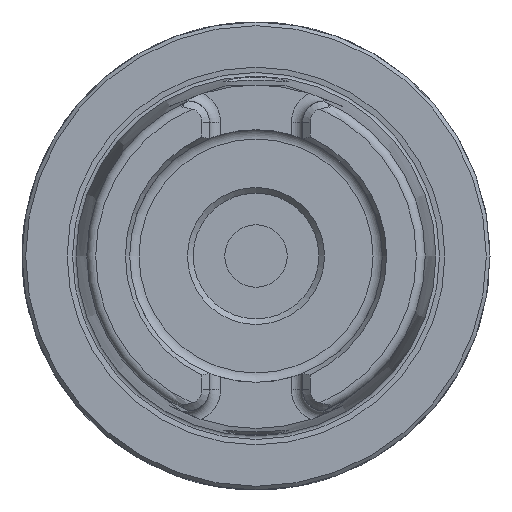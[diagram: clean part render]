
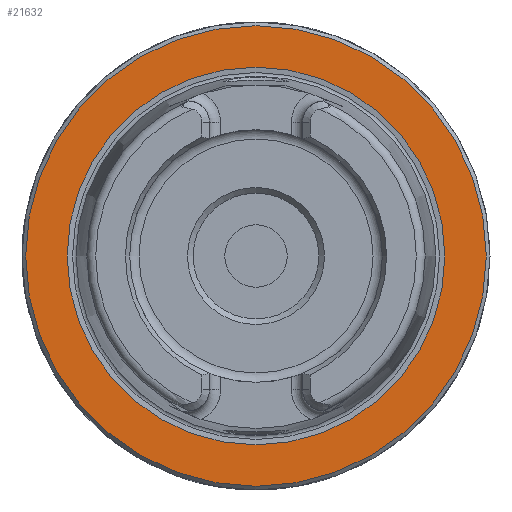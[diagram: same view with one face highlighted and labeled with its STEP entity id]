
A CAD part, left-side view. The second image highlights one B-rep face of the part: STEP entity #21632.
In plain terms, the highlighted planar face has unit normal (-1, 0, 0).
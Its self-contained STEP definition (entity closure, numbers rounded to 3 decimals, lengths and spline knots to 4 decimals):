
#1040=PLANE('',#22951);
#1186=FACE_BOUND('',#5037,.T.);
#3740=FACE_OUTER_BOUND('',#5036,.T.);
#5036=EDGE_LOOP('',(#20054));
#5037=EDGE_LOOP('',(#20055));
#8565=CIRCLE('',#22950,1.2205);
#8566=CIRCLE('',#22952,1.0008);
#10692=VERTEX_POINT('',#48196);
#10693=VERTEX_POINT('',#48200);
#13846=EDGE_CURVE('',#10692,#10692,#8565,.T.);
#13847=EDGE_CURVE('',#10693,#10693,#8566,.T.);
#20054=ORIENTED_EDGE('',*,*,#13846,.F.);
#20055=ORIENTED_EDGE('',*,*,#13847,.T.);
#21632=ADVANCED_FACE('',(#3740,#1186),#1040,.T.);
#22950=AXIS2_PLACEMENT_3D('',#48198,#26875,#26876);
#22951=AXIS2_PLACEMENT_3D('',#48199,#26877,#26878);
#22952=AXIS2_PLACEMENT_3D('',#48201,#26879,#26880);
#26875=DIRECTION('center_axis',(1.,0.,0.));
#26876=DIRECTION('ref_axis',(0.,-1.,0.));
#26877=DIRECTION('center_axis',(-1.,0.,0.));
#26878=DIRECTION('ref_axis',(0.,0.,1.));
#26879=DIRECTION('center_axis',(1.,0.,0.));
#26880=DIRECTION('ref_axis',(0.,1.,0.));
#48196=CARTESIAN_POINT('',(0.,1.2205,0.));
#48198=CARTESIAN_POINT('Origin',(0.,0.,0.));
#48199=CARTESIAN_POINT('Origin',(0.,0.6201,0.));
#48200=CARTESIAN_POINT('',(0.,-1.0008,0.));
#48201=CARTESIAN_POINT('Origin',(0.,0.,0.));
